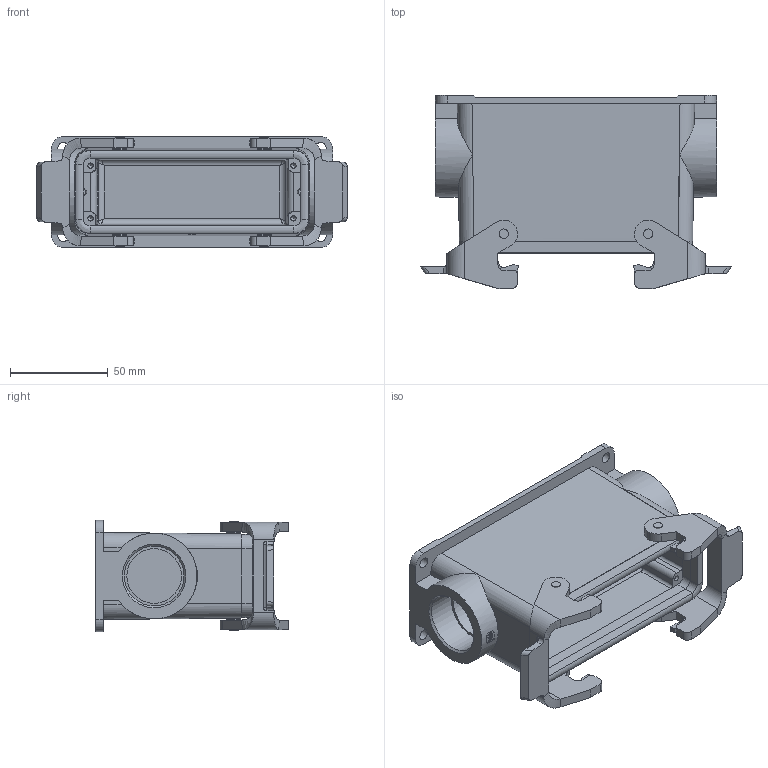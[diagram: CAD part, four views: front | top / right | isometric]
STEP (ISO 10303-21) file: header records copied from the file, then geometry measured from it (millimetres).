
FILE_DESCRIPTION(/* description */ (''),/* implementation_level */ '2;1');
FILE_NAME(/* name */ '100094917ugm000_g.stp',/* time_stamp */ '2019-04-12T10:43:01+02:00',/* author */ (''),/* organization */ (''),/* preprocessor_version */ 'ST-DEVELOPER v16.7',/* originating_system */ 'SIEMENS PLM Software NX 12.0',/* authorisation */ '');
FILE_SCHEMA (('AUTOMOTIVE_DESIGN { 1 0 10303 214 3 1 1 1 }'));
Length unit declared in the file: millimetre
Products named in the file (1): 100094917ugm000_g
Bounding box: 158.94 x 98.8 x 57 mm (x, y, z)
Volume: 188054.6 mm3; surface area: 81884.1 mm2
Topology: 3 solids, 3 shells, 439 faces, 1164 edges, 752 vertices
Faces by surface type: plane 245, cylinder 155, bspline 20, cone 13, torus 4, extrusion 2
Full cylindrical faces by diameter (mm): 0.66 x1, 0.78 x1, 2.74 x4, 4.8 x4, 5.6 x4, 7 x4, 27.6 x1, 28 x1, 30.6 x2
Entity records: 16885 total; most frequent: CARTESIAN_POINT 3930, DIRECTION 2255, ORIENTED_EDGE 2218, EDGE_CURVE 1109, AXIS2_PLACEMENT_3D 783, VERTEX_POINT 737, VECTOR 689, LINE 687
